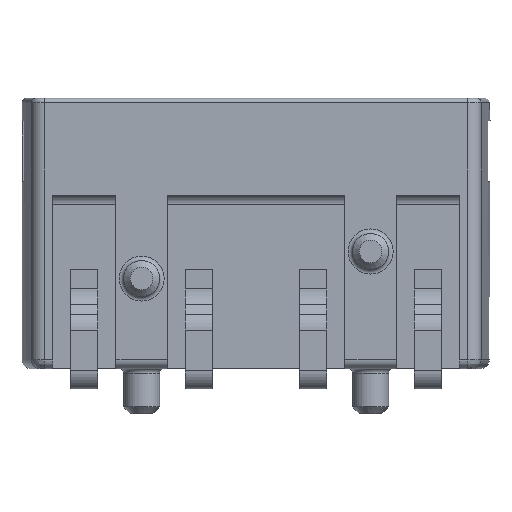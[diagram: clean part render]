
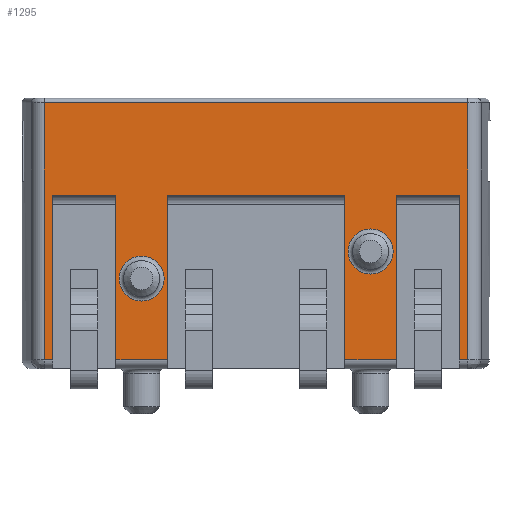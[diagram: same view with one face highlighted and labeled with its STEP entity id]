
A CAD part, front view. The second image highlights one B-rep face of the part: STEP entity #1295.
In plain terms, the highlighted planar face has unit normal (0, -1, 0).
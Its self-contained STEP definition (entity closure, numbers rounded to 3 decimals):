
#1295=ADVANCED_FACE('',(#1742,#1743,#1744),#1589,.T.);
#1589=PLANE('',#6456);
#1742=FACE_BOUND('',#1811,.T.);
#1743=FACE_BOUND('',#1812,.T.);
#1744=FACE_BOUND('',#1813,.T.);
#1811=EDGE_LOOP('',(#2598));
#1812=EDGE_LOOP('',(#2599));
#1813=EDGE_LOOP('',(#2600,#2601,#2602,#2603,#2604,#2605,#2606,#2607,#2608,
#2609,#2610,#2611,#2612,#2613,#2614,#2615));
#2128=CIRCLE('',#6454,0.5);
#2129=CIRCLE('',#6455,0.5);
#2598=ORIENTED_EDGE('',*,*,#4588,.T.);
#2599=ORIENTED_EDGE('',*,*,#4589,.T.);
#2600=ORIENTED_EDGE('',*,*,#4590,.T.);
#2601=ORIENTED_EDGE('',*,*,#4591,.T.);
#2602=ORIENTED_EDGE('',*,*,#4592,.F.);
#2603=ORIENTED_EDGE('',*,*,#4593,.F.);
#2604=ORIENTED_EDGE('',*,*,#4594,.T.);
#2605=ORIENTED_EDGE('',*,*,#4595,.T.);
#2606=ORIENTED_EDGE('',*,*,#4596,.F.);
#2607=ORIENTED_EDGE('',*,*,#4597,.T.);
#2608=ORIENTED_EDGE('',*,*,#4598,.T.);
#2609=ORIENTED_EDGE('',*,*,#4599,.T.);
#2610=ORIENTED_EDGE('',*,*,#4600,.F.);
#2611=ORIENTED_EDGE('',*,*,#4601,.T.);
#2612=ORIENTED_EDGE('',*,*,#4602,.T.);
#2613=ORIENTED_EDGE('',*,*,#4603,.T.);
#2614=ORIENTED_EDGE('',*,*,#4604,.F.);
#2615=ORIENTED_EDGE('',*,*,#4605,.F.);
#4062=VERTEX_POINT('',#8968);
#4063=VERTEX_POINT('',#8970);
#4064=VERTEX_POINT('',#8972);
#4065=VERTEX_POINT('',#8973);
#4066=VERTEX_POINT('',#8975);
#4067=VERTEX_POINT('',#8977);
#4068=VERTEX_POINT('',#8979);
#4069=VERTEX_POINT('',#8981);
#4070=VERTEX_POINT('',#8983);
#4071=VERTEX_POINT('',#8985);
#4072=VERTEX_POINT('',#8987);
#4073=VERTEX_POINT('',#8989);
#4074=VERTEX_POINT('',#8991);
#4075=VERTEX_POINT('',#8993);
#4076=VERTEX_POINT('',#8995);
#4077=VERTEX_POINT('',#8997);
#4078=VERTEX_POINT('',#8999);
#4079=VERTEX_POINT('',#9001);
#4588=EDGE_CURVE('',#4062,#4062,#2128,.T.);
#4589=EDGE_CURVE('',#4063,#4063,#2129,.T.);
#4590=EDGE_CURVE('',#4064,#4065,#5344,.T.);
#4591=EDGE_CURVE('',#4065,#4066,#5345,.T.);
#4592=EDGE_CURVE('',#4067,#4066,#5346,.T.);
#4593=EDGE_CURVE('',#4068,#4067,#5347,.T.);
#4594=EDGE_CURVE('',#4068,#4069,#5348,.T.);
#4595=EDGE_CURVE('',#4069,#4070,#5349,.T.);
#4596=EDGE_CURVE('',#4071,#4070,#5350,.T.);
#4597=EDGE_CURVE('',#4071,#4072,#5351,.T.);
#4598=EDGE_CURVE('',#4072,#4073,#5352,.T.);
#4599=EDGE_CURVE('',#4073,#4074,#5353,.T.);
#4600=EDGE_CURVE('',#4075,#4074,#5354,.T.);
#4601=EDGE_CURVE('',#4075,#4076,#5355,.T.);
#4602=EDGE_CURVE('',#4076,#4077,#5356,.T.);
#4603=EDGE_CURVE('',#4077,#4078,#5357,.T.);
#4604=EDGE_CURVE('',#4079,#4078,#5358,.T.);
#4605=EDGE_CURVE('',#4064,#4079,#5359,.T.);
#5344=LINE('',#8971,#5888);
#5345=LINE('',#8974,#5889);
#5346=LINE('',#8976,#5890);
#5347=LINE('',#8978,#5891);
#5348=LINE('',#8980,#5892);
#5349=LINE('',#8982,#5893);
#5350=LINE('',#8984,#5894);
#5351=LINE('',#8986,#5895);
#5352=LINE('',#8988,#5896);
#5353=LINE('',#8990,#5897);
#5354=LINE('',#8992,#5898);
#5355=LINE('',#8994,#5899);
#5356=LINE('',#8996,#5900);
#5357=LINE('',#8998,#5901);
#5358=LINE('',#9000,#5902);
#5359=LINE('',#9002,#5903);
#5888=VECTOR('',#7255,1.);
#5889=VECTOR('',#7256,1.);
#5890=VECTOR('',#7257,1.);
#5891=VECTOR('',#7258,1.);
#5892=VECTOR('',#7259,1.);
#5893=VECTOR('',#7260,1.);
#5894=VECTOR('',#7261,1.);
#5895=VECTOR('',#7262,1.);
#5896=VECTOR('',#7263,1.);
#5897=VECTOR('',#7264,1.);
#5898=VECTOR('',#7265,1.);
#5899=VECTOR('',#7266,1.);
#5900=VECTOR('',#7267,1.);
#5901=VECTOR('',#7268,1.);
#5902=VECTOR('',#7269,1.);
#5903=VECTOR('',#7270,1.);
#6454=AXIS2_PLACEMENT_3D('',#8967,#7251,#7252);
#6455=AXIS2_PLACEMENT_3D('',#8969,#7253,#7254);
#6456=AXIS2_PLACEMENT_3D('',#9003,#7271,#7272);
#7251=DIRECTION('',(0.,1.,0.));
#7252=DIRECTION('',(0.,0.,-1.));
#7253=DIRECTION('',(0.,1.,0.));
#7254=DIRECTION('',(0.,0.,-1.));
#7255=DIRECTION('',(0.,0.,-1.));
#7256=DIRECTION('',(1.,0.,0.));
#7257=DIRECTION('',(0.,0.,-1.));
#7258=DIRECTION('',(-1.,0.,0.));
#7259=DIRECTION('',(0.,0.,-1.));
#7260=DIRECTION('',(1.,0.,0.));
#7261=DIRECTION('',(0.,0.,-1.));
#7262=DIRECTION('',(1.,0.,0.));
#7263=DIRECTION('',(0.,0.,-1.));
#7264=DIRECTION('',(1.,0.,0.));
#7265=DIRECTION('',(0.,0.,-1.));
#7266=DIRECTION('',(-1.,0.,0.));
#7267=DIRECTION('',(0.,0.,-1.));
#7268=DIRECTION('',(1.,0.,0.));
#7269=DIRECTION('',(0.,0.,-1.));
#7270=DIRECTION('',(-1.,0.,0.));
#7271=DIRECTION('',(0.,-1.,0.));
#7272=DIRECTION('',(0.,0.,-1.));
#8967=CARTESIAN_POINT('',(3.81,-2.45,2.6));
#8968=CARTESIAN_POINT('',(3.81,-2.45,2.1));
#8969=CARTESIAN_POINT('',(-1.27,-2.45,2.));
#8970=CARTESIAN_POINT('',(-1.27,-2.45,1.5));
#8971=CARTESIAN_POINT('',(-1.84,-2.45,3.85));
#8972=CARTESIAN_POINT('',(-1.84,-2.45,3.85));
#8973=CARTESIAN_POINT('',(-1.84,-2.45,0.2));
#8974=CARTESIAN_POINT('',(1.27,-2.45,0.2));
#8975=CARTESIAN_POINT('',(-0.7,-2.45,0.2));
#8976=CARTESIAN_POINT('',(-0.7,-2.45,6.));
#8977=CARTESIAN_POINT('',(-0.7,-2.45,3.85));
#8978=CARTESIAN_POINT('',(1.27,-2.45,3.85));
#8979=CARTESIAN_POINT('',(3.24,-2.45,3.85));
#8980=CARTESIAN_POINT('',(3.24,-2.45,6.));
#8981=CARTESIAN_POINT('',(3.24,-2.45,0.2));
#8982=CARTESIAN_POINT('',(1.27,-2.45,0.2));
#8983=CARTESIAN_POINT('',(4.38,-2.45,0.2));
#8984=CARTESIAN_POINT('',(4.38,-2.45,3.85));
#8985=CARTESIAN_POINT('',(4.38,-2.45,3.85));
#8986=CARTESIAN_POINT('',(4.38,-2.45,3.85));
#8987=CARTESIAN_POINT('',(5.78,-2.45,3.85));
#8988=CARTESIAN_POINT('',(5.78,-2.45,3.85));
#8989=CARTESIAN_POINT('',(5.78,-2.45,0.2));
#8990=CARTESIAN_POINT('',(1.27,-2.45,0.2));
#8991=CARTESIAN_POINT('',(5.966,-2.45,0.2));
#8992=CARTESIAN_POINT('',(5.966,-2.45,6.));
#8993=CARTESIAN_POINT('',(5.966,-2.45,5.9));
#8994=CARTESIAN_POINT('',(1.27,-2.45,5.9));
#8995=CARTESIAN_POINT('',(-3.426,-2.45,5.9));
#8996=CARTESIAN_POINT('',(-3.426,-2.45,6.));
#8997=CARTESIAN_POINT('',(-3.426,-2.45,0.2));
#8998=CARTESIAN_POINT('',(1.27,-2.45,0.2));
#8999=CARTESIAN_POINT('',(-3.24,-2.45,0.2));
#9000=CARTESIAN_POINT('',(-3.24,-2.45,3.85));
#9001=CARTESIAN_POINT('',(-3.24,-2.45,3.85));
#9002=CARTESIAN_POINT('',(-1.84,-2.45,3.85));
#9003=CARTESIAN_POINT('',(1.27,-2.45,3.85));
